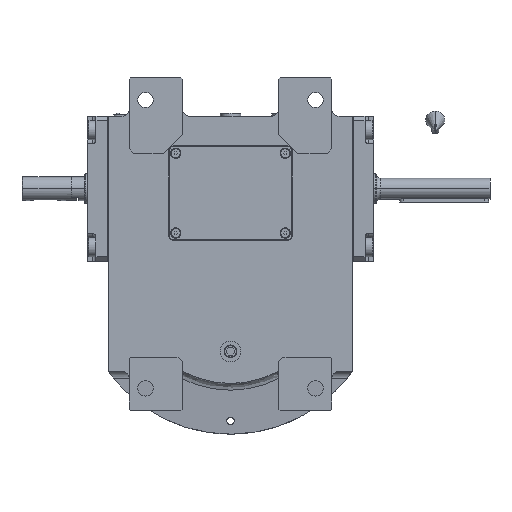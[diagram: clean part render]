
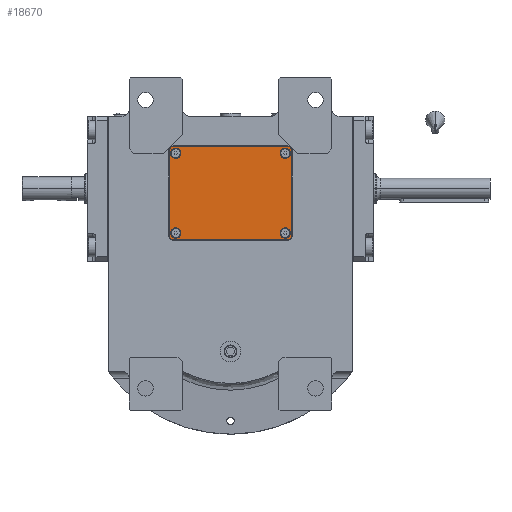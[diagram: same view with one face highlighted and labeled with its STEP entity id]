
A CAD part, front view. The second image highlights one B-rep face of the part: STEP entity #18670.
In plain terms, the highlighted face is planar.
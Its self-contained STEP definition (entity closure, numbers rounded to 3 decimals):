
#77 = FACE_BOUND ( 'NONE', #24550, .T. ) ;
#272 = CARTESIAN_POINT ( 'NONE',  ( 40.5, -27., 3. ) ) ;
#933 = DIRECTION ( 'NONE',  ( -1., 0., 0. ) ) ;
#1039 = DIRECTION ( 'NONE',  ( 1., 0., 0. ) ) ;
#1435 = CARTESIAN_POINT ( 'NONE',  ( -39.5, 31.5, 3. ) ) ;
#1521 = CIRCLE ( 'NONE', #11284, 3.5 ) ;
#1573 = VECTOR ( 'NONE', #20613, 1000. ) ;
#1723 = CARTESIAN_POINT ( 'NONE',  ( 40.5, 27., 3. ) ) ;
#1958 = VECTOR ( 'NONE', #44848, 1000. ) ;
#2251 = ORIENTED_EDGE ( 'NONE', *, *, #55073, .F. ) ;
#3154 = LINE ( 'NONE', #36042, #43222 ) ;
#3280 = CARTESIAN_POINT ( 'NONE',  ( 33.5, 27., 3. ) ) ;
#3783 = EDGE_CURVE ( 'NONE', #53574, #7554, #50002, .T. ) ;
#4053 = FACE_OUTER_BOUND ( 'NONE', #26377, .T. ) ;
#4664 = FACE_BOUND ( 'NONE', #24202, .T. ) ;
#5028 = DIRECTION ( 'NONE',  ( 0., -1., 0. ) ) ;
#5312 = DIRECTION ( 'NONE',  ( 0., 0., 1. ) ) ;
#5828 = EDGE_CURVE ( 'NONE', #38545, #29565, #57263, .T. ) ;
#5915 = CARTESIAN_POINT ( 'NONE',  ( -37., -27., 3. ) ) ;
#7272 = ORIENTED_EDGE ( 'NONE', *, *, #50722, .T. ) ;
#7554 = VERTEX_POINT ( 'NONE', #16873 ) ;
#7995 = EDGE_CURVE ( 'NONE', #53484, #42750, #43030, .T. ) ;
#8230 = CARTESIAN_POINT ( 'NONE',  ( 33.5, -27., 3. ) ) ;
#8657 = ORIENTED_EDGE ( 'NONE', *, *, #23050, .F. ) ;
#9348 = ORIENTED_EDGE ( 'NONE', *, *, #28341, .T. ) ;
#10648 = ORIENTED_EDGE ( 'NONE', *, *, #47687, .T. ) ;
#11005 = DIRECTION ( 'NONE',  ( 1., 0., 0. ) ) ;
#11152 = EDGE_CURVE ( 'NONE', #19746, #55094, #51501, .T. ) ;
#11274 = CARTESIAN_POINT ( 'NONE',  ( 37., -27., 3. ) ) ;
#11284 = AXIS2_PLACEMENT_3D ( 'NONE', #40802, #12778, #41398 ) ;
#12778 = DIRECTION ( 'NONE',  ( 0., 0., 1. ) ) ;
#12887 = DIRECTION ( 'NONE',  ( 1., 0., 0. ) ) ;
#12925 = ORIENTED_EDGE ( 'NONE', *, *, #32433, .T. ) ;
#13267 = DIRECTION ( 'NONE',  ( 0., 0., 1. ) ) ;
#13595 = ORIENTED_EDGE ( 'NONE', *, *, #40234, .F. ) ;
#13790 = DIRECTION ( 'NONE',  ( 0., 0., 1. ) ) ;
#14090 = CARTESIAN_POINT ( 'NONE',  ( 41.5, -29.5, 3. ) ) ;
#14351 = DIRECTION ( 'NONE',  ( 0., 0., 1. ) ) ;
#14664 = CARTESIAN_POINT ( 'NONE',  ( -41.5, 29.5, 3. ) ) ;
#14682 = DIRECTION ( 'NONE',  ( 0., 1., 0. ) ) ;
#15367 = VERTEX_POINT ( 'NONE', #47091 ) ;
#15858 = LINE ( 'NONE', #52380, #47652 ) ;
#16142 = VECTOR ( 'NONE', #5028, 1000. ) ;
#16873 = CARTESIAN_POINT ( 'NONE',  ( -39.5, 31.5, 3. ) ) ;
#18120 = CARTESIAN_POINT ( 'NONE',  ( 37., -27., 3. ) ) ;
#18670 = ADVANCED_FACE ( 'NONE', ( #4053, #77, #4664, #22887, #40609 ), #37238, .T. ) ;
#18856 = ORIENTED_EDGE ( 'NONE', *, *, #5828, .F. ) ;
#18924 = DIRECTION ( 'NONE',  ( -1., 0., 0. ) ) ;
#19252 = CARTESIAN_POINT ( 'NONE',  ( 41.5, 29.5, 3. ) ) ;
#19746 = VERTEX_POINT ( 'NONE', #58566 ) ;
#19991 = ORIENTED_EDGE ( 'NONE', *, *, #40849, .F. ) ;
#20613 = DIRECTION ( 'NONE',  ( 0.707, -0.707, 0. ) ) ;
#21096 = VERTEX_POINT ( 'NONE', #46078 ) ;
#22887 = FACE_BOUND ( 'NONE', #34828, .T. ) ;
#23050 = EDGE_CURVE ( 'NONE', #50143, #25390, #1521, .T. ) ;
#23476 = CARTESIAN_POINT ( 'NONE',  ( -37., -27., 3. ) ) ;
#23629 = VERTEX_POINT ( 'NONE', #14664 ) ;
#24202 = EDGE_LOOP ( 'NONE', ( #51233, #8657 ) ) ;
#24550 = EDGE_LOOP ( 'NONE', ( #48875, #2251 ) ) ;
#25390 = VERTEX_POINT ( 'NONE', #26849 ) ;
#25662 = CARTESIAN_POINT ( 'NONE',  ( -39.5, -31.5, 3. ) ) ;
#26091 = EDGE_CURVE ( 'NONE', #45925, #19746, #59226, .T. ) ;
#26236 = CARTESIAN_POINT ( 'NONE',  ( 39.5, 31.5, 3. ) ) ;
#26377 = EDGE_LOOP ( 'NONE', ( #38493, #12925, #34953, #7272, #10648, #54053, #9348, #57516 ) ) ;
#26471 = EDGE_CURVE ( 'NONE', #25390, #50143, #44536, .T. ) ;
#26849 = CARTESIAN_POINT ( 'NONE',  ( -33.5, 27., 3. ) ) ;
#27354 = EDGE_LOOP ( 'NONE', ( #45780, #19991 ) ) ;
#28341 = EDGE_CURVE ( 'NONE', #54794, #45925, #15858, .T. ) ;
#29248 = CARTESIAN_POINT ( 'NONE',  ( 37., 27., 3. ) ) ;
#29565 = VERTEX_POINT ( 'NONE', #272 ) ;
#29829 = DIRECTION ( 'NONE',  ( 0., 0., 1. ) ) ;
#30048 = LINE ( 'NONE', #1435, #53268 ) ;
#30856 = CARTESIAN_POINT ( 'NONE',  ( -37., 27., 3. ) ) ;
#31879 = CIRCLE ( 'NONE', #48393, 3.5 ) ;
#32433 = EDGE_CURVE ( 'NONE', #55094, #53574, #3154, .T. ) ;
#33298 = CIRCLE ( 'NONE', #56606, 3.5 ) ;
#33796 = CARTESIAN_POINT ( 'NONE',  ( -40.5, 27., 3. ) ) ;
#34347 = CARTESIAN_POINT ( 'NONE',  ( -41.5, -29.5, 3. ) ) ;
#34828 = EDGE_LOOP ( 'NONE', ( #13595, #18856 ) ) ;
#34953 = ORIENTED_EDGE ( 'NONE', *, *, #3783, .T. ) ;
#35425 = VECTOR ( 'NONE', #14682, 1000. ) ;
#36042 = CARTESIAN_POINT ( 'NONE',  ( 41.5, 29.5, 3. ) ) ;
#36627 = CARTESIAN_POINT ( 'NONE',  ( -41.5, -29.5, 3. ) ) ;
#36789 = CIRCLE ( 'NONE', #48447, 3.5 ) ;
#36879 = AXIS2_PLACEMENT_3D ( 'NONE', #11274, #29829, #933 ) ;
#36953 = CARTESIAN_POINT ( 'NONE',  ( 0., 0., 3. ) ) ;
#37238 = PLANE ( 'NONE',  #53621 ) ;
#37860 = DIRECTION ( 'NONE',  ( 0., 0., 1. ) ) ;
#38154 = DIRECTION ( 'NONE',  ( -1., 0., 0. ) ) ;
#38493 = ORIENTED_EDGE ( 'NONE', *, *, #11152, .T. ) ;
#38545 = VERTEX_POINT ( 'NONE', #8230 ) ;
#38722 = DIRECTION ( 'NONE',  ( 1., 0., 0. ) ) ;
#39224 = LINE ( 'NONE', #34347, #1573 ) ;
#39422 = CARTESIAN_POINT ( 'NONE',  ( 39.5, 31.5, 3. ) ) ;
#40234 = EDGE_CURVE ( 'NONE', #29565, #38545, #36789, .T. ) ;
#40383 = DIRECTION ( 'NONE',  ( 1., 0., 0. ) ) ;
#40591 = CIRCLE ( 'NONE', #44505, 3.5 ) ;
#40609 = FACE_BOUND ( 'NONE', #27354, .T. ) ;
#40614 = DIRECTION ( 'NONE',  ( -0.707, 0.707, 0. ) ) ;
#40802 = CARTESIAN_POINT ( 'NONE',  ( -37., 27., 3. ) ) ;
#40849 = EDGE_CURVE ( 'NONE', #15367, #21096, #40591, .T. ) ;
#41281 = LINE ( 'NONE', #46722, #16142 ) ;
#41398 = DIRECTION ( 'NONE',  ( -1., 0., 0. ) ) ;
#42750 = VERTEX_POINT ( 'NONE', #3280 ) ;
#43030 = CIRCLE ( 'NONE', #53843, 3.5 ) ;
#43222 = VECTOR ( 'NONE', #40614, 1000. ) ;
#44347 = DIRECTION ( 'NONE',  ( 0.707, 0.707, 0. ) ) ;
#44360 = DIRECTION ( 'NONE',  ( -0.707, -0.707, 0. ) ) ;
#44505 = AXIS2_PLACEMENT_3D ( 'NONE', #23476, #46343, #18924 ) ;
#44536 = CIRCLE ( 'NONE', #54239, 3.5 ) ;
#44848 = DIRECTION ( 'NONE',  ( -1., 0., 0. ) ) ;
#45780 = ORIENTED_EDGE ( 'NONE', *, *, #58349, .F. ) ;
#45925 = VERTEX_POINT ( 'NONE', #46452 ) ;
#46078 = CARTESIAN_POINT ( 'NONE',  ( -33.5, -27., 3. ) ) ;
#46343 = DIRECTION ( 'NONE',  ( 0., 0., 1. ) ) ;
#46441 = VECTOR ( 'NONE', #44347, 1000. ) ;
#46452 = CARTESIAN_POINT ( 'NONE',  ( 39.5, -31.5, 3. ) ) ;
#46722 = CARTESIAN_POINT ( 'NONE',  ( -41.5, 29.5, 3. ) ) ;
#47053 = VERTEX_POINT ( 'NONE', #36627 ) ;
#47091 = CARTESIAN_POINT ( 'NONE',  ( -40.5, -27., 3. ) ) ;
#47652 = VECTOR ( 'NONE', #11005, 1000. ) ;
#47687 = EDGE_CURVE ( 'NONE', #23629, #47053, #41281, .T. ) ;
#48393 = AXIS2_PLACEMENT_3D ( 'NONE', #5915, #5312, #1039 ) ;
#48447 = AXIS2_PLACEMENT_3D ( 'NONE', #18120, #13267, #40383 ) ;
#48875 = ORIENTED_EDGE ( 'NONE', *, *, #7995, .F. ) ;
#50002 = LINE ( 'NONE', #26236, #1958 ) ;
#50143 = VERTEX_POINT ( 'NONE', #33796 ) ;
#50722 = EDGE_CURVE ( 'NONE', #7554, #23629, #30048, .T. ) ;
#51233 = ORIENTED_EDGE ( 'NONE', *, *, #26471, .F. ) ;
#51501 = LINE ( 'NONE', #14090, #35425 ) ;
#52380 = CARTESIAN_POINT ( 'NONE',  ( -39.5, -31.5, 3. ) ) ;
#53268 = VECTOR ( 'NONE', #44360, 1000. ) ;
#53484 = VERTEX_POINT ( 'NONE', #1723 ) ;
#53574 = VERTEX_POINT ( 'NONE', #39422 ) ;
#53621 = AXIS2_PLACEMENT_3D ( 'NONE', #36953, #13790, #55757 ) ;
#53843 = AXIS2_PLACEMENT_3D ( 'NONE', #29248, #14351, #38722 ) ;
#54053 = ORIENTED_EDGE ( 'NONE', *, *, #57144, .T. ) ;
#54239 = AXIS2_PLACEMENT_3D ( 'NONE', #30856, #54278, #12887 ) ;
#54278 = DIRECTION ( 'NONE',  ( 0., 0., 1. ) ) ;
#54355 = CARTESIAN_POINT ( 'NONE',  ( 39.5, -31.5, 3. ) ) ;
#54794 = VERTEX_POINT ( 'NONE', #25662 ) ;
#55073 = EDGE_CURVE ( 'NONE', #42750, #53484, #33298, .T. ) ;
#55094 = VERTEX_POINT ( 'NONE', #19252 ) ;
#55757 = DIRECTION ( 'NONE',  ( 1., 0., 0. ) ) ;
#56606 = AXIS2_PLACEMENT_3D ( 'NONE', #56674, #37860, #38154 ) ;
#56674 = CARTESIAN_POINT ( 'NONE',  ( 37., 27., 3. ) ) ;
#57144 = EDGE_CURVE ( 'NONE', #47053, #54794, #39224, .T. ) ;
#57263 = CIRCLE ( 'NONE', #36879, 3.5 ) ;
#57516 = ORIENTED_EDGE ( 'NONE', *, *, #26091, .T. ) ;
#58349 = EDGE_CURVE ( 'NONE', #21096, #15367, #31879, .T. ) ;
#58566 = CARTESIAN_POINT ( 'NONE',  ( 41.5, -29.5, 3. ) ) ;
#59226 = LINE ( 'NONE', #54355, #46441 ) ;
